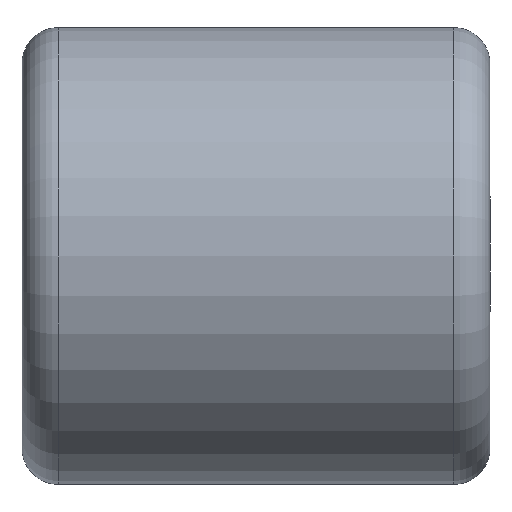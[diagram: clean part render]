
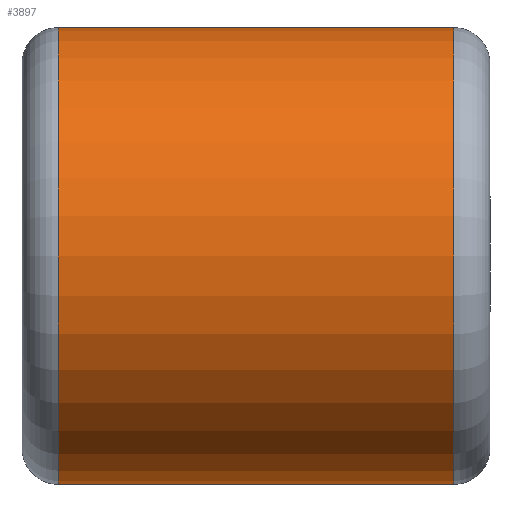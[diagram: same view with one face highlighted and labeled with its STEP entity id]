
A CAD part, front view. The second image highlights one B-rep face of the part: STEP entity #3897.
In plain terms, the highlighted cylindrical face has radius 41 mm (diameter 82 mm), a partial arc.
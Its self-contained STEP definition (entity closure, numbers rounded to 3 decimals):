
#185 = VECTOR ( 'NONE', #2686, 1000. ) ;
#303 = AXIS2_PLACEMENT_3D ( 'NONE', #711, #2219, #1536 ) ;
#305 = EDGE_CURVE ( 'NONE', #4631, #482, #1608, .T. ) ;
#310 = DIRECTION ( 'NONE',  ( -1., 0., 0. ) ) ;
#391 = CIRCLE ( 'NONE', #1462, 41. ) ;
#482 = VERTEX_POINT ( 'NONE', #1373 ) ;
#487 = EDGE_CURVE ( 'NONE', #846, #1222, #672, .T. ) ;
#572 = DIRECTION ( 'NONE',  ( 0., 0., -1. ) ) ;
#632 = DIRECTION ( 'NONE',  ( 0., 0., 1. ) ) ;
#672 = LINE ( 'NONE', #4650, #4328 ) ;
#711 = CARTESIAN_POINT ( 'NONE',  ( 35.5, 0., 291.987 ) ) ;
#846 = VERTEX_POINT ( 'NONE', #1321 ) ;
#967 = CARTESIAN_POINT ( 'NONE',  ( -57.637, 0., 291.987 ) ) ;
#1222 = VERTEX_POINT ( 'NONE', #2055 ) ;
#1281 = ORIENTED_EDGE ( 'NONE', *, *, #4524, .T. ) ;
#1321 = CARTESIAN_POINT ( 'NONE',  ( 35.5, 0., 332.987 ) ) ;
#1373 = CARTESIAN_POINT ( 'NONE',  ( -35.5, 0., 250.987 ) ) ;
#1462 = AXIS2_PLACEMENT_3D ( 'NONE', #4149, #3064, #572 ) ;
#1536 = DIRECTION ( 'NONE',  ( 0., 0., 1. ) ) ;
#1608 = LINE ( 'NONE', #4542, #185 ) ;
#2055 = CARTESIAN_POINT ( 'NONE',  ( -35.5, 0., 332.987 ) ) ;
#2074 = CARTESIAN_POINT ( 'NONE',  ( 35.5, 0., 250.987 ) ) ;
#2206 = AXIS2_PLACEMENT_3D ( 'NONE', #967, #4546, #632 ) ;
#2219 = DIRECTION ( 'NONE',  ( -1., 0., 0. ) ) ;
#2629 = ORIENTED_EDGE ( 'NONE', *, *, #487, .T. ) ;
#2686 = DIRECTION ( 'NONE',  ( -1., 0., 0. ) ) ;
#2742 = CYLINDRICAL_SURFACE ( 'NONE', #2206, 41. ) ;
#2937 = ORIENTED_EDGE ( 'NONE', *, *, #3728, .T. ) ;
#3064 = DIRECTION ( 'NONE',  ( 1., 0., 0. ) ) ;
#3079 = FACE_OUTER_BOUND ( 'NONE', #3655, .T. ) ;
#3118 = CIRCLE ( 'NONE', #303, 41. ) ;
#3655 = EDGE_LOOP ( 'NONE', ( #4302, #2937, #2629, #1281 ) ) ;
#3728 = EDGE_CURVE ( 'NONE', #4631, #846, #3118, .T. ) ;
#3897 = ADVANCED_FACE ( 'NONE', ( #3079 ), #2742, .T. ) ;
#4149 = CARTESIAN_POINT ( 'NONE',  ( -35.5, 0., 291.987 ) ) ;
#4302 = ORIENTED_EDGE ( 'NONE', *, *, #305, .F. ) ;
#4328 = VECTOR ( 'NONE', #310, 1000. ) ;
#4524 = EDGE_CURVE ( 'NONE', #1222, #482, #391, .T. ) ;
#4542 = CARTESIAN_POINT ( 'NONE',  ( -57.637, 0., 250.987 ) ) ;
#4546 = DIRECTION ( 'NONE',  ( -1., 0., 0. ) ) ;
#4631 = VERTEX_POINT ( 'NONE', #2074 ) ;
#4650 = CARTESIAN_POINT ( 'NONE',  ( -57.637, 0., 332.987 ) ) ;
